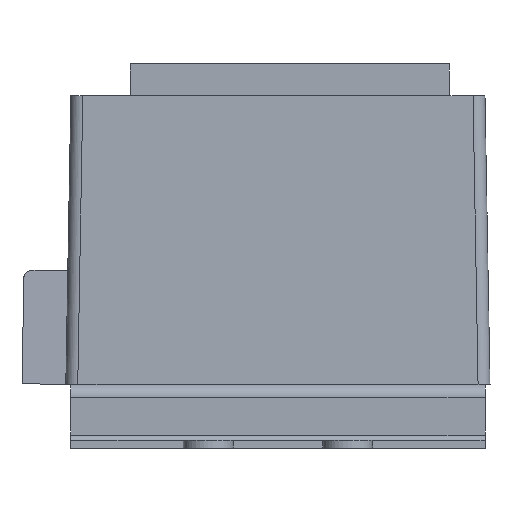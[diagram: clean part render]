
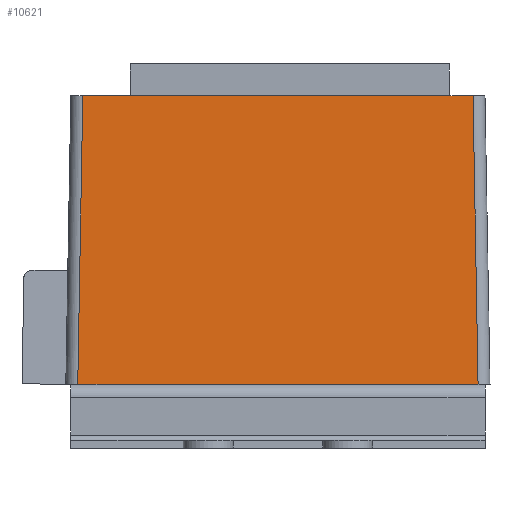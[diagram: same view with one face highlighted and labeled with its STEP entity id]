
A CAD part, front view. The second image highlights one B-rep face of the part: STEP entity #10621.
In plain terms, the highlighted planar face has unit normal (0, -1, 0.018).
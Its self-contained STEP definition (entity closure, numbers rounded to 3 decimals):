
#150 = DIRECTION ( 'NONE',  ( 0., -1., 0.017 ) ) ;
#165 = CARTESIAN_POINT ( 'NONE',  ( 53.25, -45.235, 72.5 ) ) ;
#428 = DIRECTION ( 'NONE',  ( 1., 0., 0. ) ) ;
#1839 = VERTEX_POINT ( 'NONE', #9016 ) ;
#1976 = CARTESIAN_POINT ( 'NONE',  ( 53.25, -46.5, 0. ) ) ;
#2011 = FACE_OUTER_BOUND ( 'NONE', #25302, .T. ) ;
#2343 = LINE ( 'NONE', #2860, #3167 ) ;
#2727 = CARTESIAN_POINT ( 'NONE',  ( -50.25, -46.5, 0. ) ) ;
#2860 = CARTESIAN_POINT ( 'NONE',  ( -50.219, -46.468, 1.806 ) ) ;
#3167 = VECTOR ( 'NONE', #12491, 1000. ) ;
#3324 = DIRECTION ( 'NONE',  ( -0.017, 0.017, 1. ) ) ;
#5317 = CARTESIAN_POINT ( 'NONE',  ( 50.251, -46.501, -0.052 ) ) ;
#5466 = VERTEX_POINT ( 'NONE', #14070 ) ;
#5652 = VERTEX_POINT ( 'NONE', #2727 ) ;
#8060 = PLANE ( 'NONE',  #17834 ) ;
#8196 = EDGE_CURVE ( 'NONE', #5652, #5466, #20026, .T. ) ;
#9016 = CARTESIAN_POINT ( 'NONE',  ( -48.985, -45.235, 72.5 ) ) ;
#9212 = VERTEX_POINT ( 'NONE', #24377 ) ;
#9273 = ORIENTED_EDGE ( 'NONE', *, *, #8196, .T. ) ;
#9907 = EDGE_CURVE ( 'NONE', #1839, #9212, #10186, .T. ) ;
#10011 = DIRECTION ( 'NONE',  ( 1., 0., 0. ) ) ;
#10186 = LINE ( 'NONE', #165, #14208 ) ;
#10621 = ADVANCED_FACE ( 'NONE', ( #2011 ), #8060, .T. ) ;
#12155 = ORIENTED_EDGE ( 'NONE', *, *, #22606, .T. ) ;
#12491 = DIRECTION ( 'NONE',  ( -0.017, -0.017, -1. ) ) ;
#14070 = CARTESIAN_POINT ( 'NONE',  ( 50.25, -46.5, 0. ) ) ;
#14150 = EDGE_CURVE ( 'NONE', #5466, #9212, #21515, .T. ) ;
#14208 = VECTOR ( 'NONE', #428, 1000. ) ;
#16110 = DIRECTION ( 'NONE',  ( 0., -0.017, -1. ) ) ;
#17834 = AXIS2_PLACEMENT_3D ( 'NONE', #23743, #150, #16110 ) ;
#18405 = VECTOR ( 'NONE', #10011, 1000. ) ;
#19175 = ORIENTED_EDGE ( 'NONE', *, *, #14150, .T. ) ;
#20026 = LINE ( 'NONE', #1976, #18405 ) ;
#21515 = LINE ( 'NONE', #5317, #24846 ) ;
#22606 = EDGE_CURVE ( 'NONE', #1839, #5652, #2343, .T. ) ;
#23677 = ORIENTED_EDGE ( 'NONE', *, *, #9907, .F. ) ;
#23743 = CARTESIAN_POINT ( 'NONE',  ( 53.25, -46.5, 0. ) ) ;
#24377 = CARTESIAN_POINT ( 'NONE',  ( 48.985, -45.235, 72.5 ) ) ;
#24846 = VECTOR ( 'NONE', #3324, 1000. ) ;
#25302 = EDGE_LOOP ( 'NONE', ( #9273, #19175, #23677, #12155 ) ) ;
